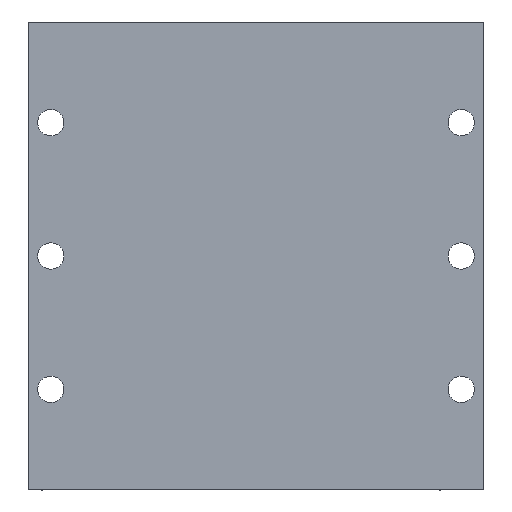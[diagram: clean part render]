
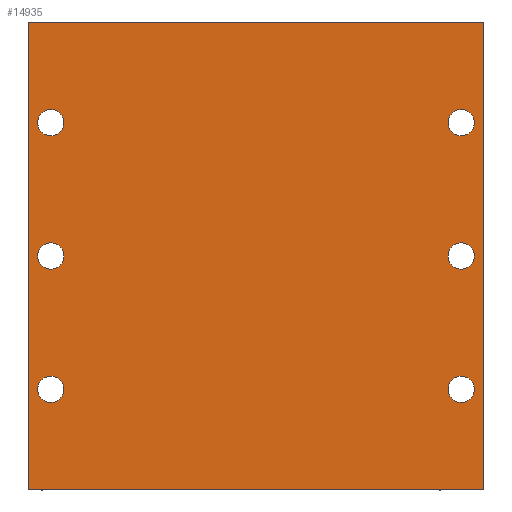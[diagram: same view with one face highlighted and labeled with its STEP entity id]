
A CAD part, front view. The second image highlights one B-rep face of the part: STEP entity #14935.
In plain terms, the highlighted planar face has unit normal (0, -1, 0).
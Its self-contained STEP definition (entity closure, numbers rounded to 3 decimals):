
#159 = DIRECTION ( 'NONE',  ( 0., 0., 1. ) ) ;
#160 = DIRECTION ( 'NONE',  ( 0., 1., 0. ) ) ;
#169 = PLANE ( 'NONE',  #3593 ) ;
#170 = CARTESIAN_POINT ( 'NONE',  ( 62.631, 1.354, 5.791 ) ) ;
#3315 = FACE_BOUND ( 'NONE', #14123, .T. ) ;
#3316 = FACE_BOUND ( 'NONE', #14113, .T. ) ;
#3321 = FACE_BOUND ( 'NONE', #14112, .T. ) ;
#3322 = FACE_BOUND ( 'NONE', #14119, .T. ) ;
#3323 = FACE_OUTER_BOUND ( 'NONE', #14111, .T. ) ;
#3324 = FACE_BOUND ( 'NONE', #14116, .T. ) ;
#3326 = FACE_BOUND ( 'NONE', #14117, .T. ) ;
#3593 = AXIS2_PLACEMENT_3D ( 'NONE', #170, #160, #159 ) ;
#10984 = VERTEX_POINT ( 'NONE', #10986 ) ;
#10986 = CARTESIAN_POINT ( 'NONE',  ( 6.122, 1.354, -43.834 ) ) ;
#10989 = VERTEX_POINT ( 'NONE', #10990 ) ;
#10990 = CARTESIAN_POINT ( 'NONE',  ( 6.122, 1.354, -27.324 ) ) ;
#11001 = VERTEX_POINT ( 'NONE', #11002 ) ;
#11002 = CARTESIAN_POINT ( 'NONE',  ( 56.922, 1.354, -43.834 ) ) ;
#11003 = VERTEX_POINT ( 'NONE', #11004 ) ;
#11004 = CARTESIAN_POINT ( 'NONE',  ( 6.122, 1.354, -10.814 ) ) ;
#11005 = VERTEX_POINT ( 'NONE', #11006 ) ;
#11006 = CARTESIAN_POINT ( 'NONE',  ( 56.922, 1.354, -27.324 ) ) ;
#11007 = VERTEX_POINT ( 'NONE', #11008 ) ;
#11008 = CARTESIAN_POINT ( 'NONE',  ( 56.922, 1.354, -10.814 ) ) ;
#11750 = CARTESIAN_POINT ( 'NONE',  ( 59.713, 1.354, 0. ) ) ;
#11751 = CARTESIAN_POINT ( 'NONE',  ( 3.332, 1.354, 0. ) ) ;
#11764 = CARTESIAN_POINT ( 'NONE',  ( 3.332, 1.354, -57.912 ) ) ;
#11765 = CARTESIAN_POINT ( 'NONE',  ( 59.713, 1.354, -57.912 ) ) ;
#12354 = DIRECTION ( 'NONE',  ( 0., 0., 1. ) ) ;
#12357 = DIRECTION ( 'NONE',  ( 0., -1., 0. ) ) ;
#12369 = DIRECTION ( 'NONE',  ( 0., 0., 1. ) ) ;
#12373 = DIRECTION ( 'NONE',  ( 0., -1., 0. ) ) ;
#12385 = DIRECTION ( 'NONE',  ( 0., 0., 1. ) ) ;
#12387 = DIRECTION ( 'NONE',  ( 0., -1., 0. ) ) ;
#12392 = CARTESIAN_POINT ( 'NONE',  ( 56.922, 1.354, -12.446 ) ) ;
#12394 = CARTESIAN_POINT ( 'NONE',  ( 6.122, 1.354, -12.446 ) ) ;
#12407 = CARTESIAN_POINT ( 'NONE',  ( 56.922, 1.354, -28.956 ) ) ;
#12417 = DIRECTION ( 'NONE',  ( 0., 0., 1. ) ) ;
#12430 = DIRECTION ( 'NONE',  ( 0., -1., 0. ) ) ;
#12451 = CARTESIAN_POINT ( 'NONE',  ( 56.922, 1.354, -45.466 ) ) ;
#12568 = EDGE_CURVE ( 'NONE', #10984, #10984, #18243, .T. ) ;
#12569 = EDGE_CURVE ( 'NONE', #13353, #13354, #18241, .T. ) ;
#12573 = EDGE_CURVE ( 'NONE', #13352, #13353, #18247, .T. ) ;
#12575 = EDGE_CURVE ( 'NONE', #13354, #13351, #18253, .T. ) ;
#12577 = EDGE_CURVE ( 'NONE', #10989, #10989, #18257, .T. ) ;
#12580 = EDGE_CURVE ( 'NONE', #13351, #13352, #18238, .T. ) ;
#12646 = EDGE_CURVE ( 'NONE', #11001, #11001, #18377, .T. ) ;
#12649 = EDGE_CURVE ( 'NONE', #11003, #11003, #18381, .T. ) ;
#12650 = EDGE_CURVE ( 'NONE', #11005, #11005, #18382, .T. ) ;
#12652 = EDGE_CURVE ( 'NONE', #11007, #11007, #18384, .T. ) ;
#12979 = DIRECTION ( 'NONE',  ( 0., -1., 0. ) ) ;
#12980 = CARTESIAN_POINT ( 'NONE',  ( 6.122, 1.354, -28.956 ) ) ;
#12984 = DIRECTION ( 'NONE',  ( 0., 0., -1. ) ) ;
#12985 = CARTESIAN_POINT ( 'NONE',  ( 59.713, 1.354, 5.791 ) ) ;
#12988 = DIRECTION ( 'NONE',  ( 0., 0., 1. ) ) ;
#13225 = CARTESIAN_POINT ( 'NONE',  ( 3.332, 1.354, 5.791 ) ) ;
#13230 = DIRECTION ( 'NONE',  ( 1., 0., 0. ) ) ;
#13231 = CARTESIAN_POINT ( 'NONE',  ( 0., 1.354, 0. ) ) ;
#13232 = DIRECTION ( 'NONE',  ( 0., 0., 1. ) ) ;
#13233 = DIRECTION ( 'NONE',  ( 0., -1., 0. ) ) ;
#13234 = CARTESIAN_POINT ( 'NONE',  ( 6.122, 1.354, -45.466 ) ) ;
#13238 = DIRECTION ( 'NONE',  ( -1., 0., 0. ) ) ;
#13239 = CARTESIAN_POINT ( 'NONE',  ( -25.005, 1.354, -57.912 ) ) ;
#13245 = DIRECTION ( 'NONE',  ( 0., 0., 1. ) ) ;
#13351 = VERTEX_POINT ( 'NONE', #11765 ) ;
#13352 = VERTEX_POINT ( 'NONE', #11764 ) ;
#13353 = VERTEX_POINT ( 'NONE', #11751 ) ;
#13354 = VERTEX_POINT ( 'NONE', #11750 ) ;
#14111 = EDGE_LOOP ( 'NONE', ( #18205, #18206, #18207, #18208 ) ) ;
#14112 = EDGE_LOOP ( 'NONE', ( #18204 ) ) ;
#14113 = EDGE_LOOP ( 'NONE', ( #18203 ) ) ;
#14116 = EDGE_LOOP ( 'NONE', ( #18201 ) ) ;
#14117 = EDGE_LOOP ( 'NONE', ( #18202 ) ) ;
#14119 = EDGE_LOOP ( 'NONE', ( #18200 ) ) ;
#14123 = EDGE_LOOP ( 'NONE', ( #18199 ) ) ;
#14935 = ADVANCED_FACE ( 'NONE', ( #3315, #3322, #3324, #3326, #3316, #3321, #3323 ), #169, .F. ) ;
#16095 = AXIS2_PLACEMENT_3D ( 'NONE', #12980, #12979, #13245 ) ;
#16101 = AXIS2_PLACEMENT_3D ( 'NONE', #13234, #13233, #13232 ) ;
#18199 = ORIENTED_EDGE ( 'NONE', *, *, #12650, .F. ) ;
#18200 = ORIENTED_EDGE ( 'NONE', *, *, #12652, .F. ) ;
#18201 = ORIENTED_EDGE ( 'NONE', *, *, #12646, .F. ) ;
#18202 = ORIENTED_EDGE ( 'NONE', *, *, #12577, .F. ) ;
#18203 = ORIENTED_EDGE ( 'NONE', *, *, #12649, .F. ) ;
#18204 = ORIENTED_EDGE ( 'NONE', *, *, #12568, .F. ) ;
#18205 = ORIENTED_EDGE ( 'NONE', *, *, #12569, .F. ) ;
#18206 = ORIENTED_EDGE ( 'NONE', *, *, #12573, .F. ) ;
#18207 = ORIENTED_EDGE ( 'NONE', *, *, #12580, .F. ) ;
#18208 = ORIENTED_EDGE ( 'NONE', *, *, #12575, .F. ) ;
#18238 = LINE ( 'NONE', #13239, #18261 ) ;
#18241 = LINE ( 'NONE', #13231, #18242 ) ;
#18242 = VECTOR ( 'NONE', #13230, 1000. ) ;
#18243 = CIRCLE ( 'NONE', #16101, 1.632 ) ;
#18247 = LINE ( 'NONE', #13225, #18249 ) ;
#18249 = VECTOR ( 'NONE', #12988, 1000. ) ;
#18253 = LINE ( 'NONE', #12985, #18254 ) ;
#18254 = VECTOR ( 'NONE', #12984, 1000. ) ;
#18257 = CIRCLE ( 'NONE', #16095, 1.632 ) ;
#18261 = VECTOR ( 'NONE', #13238, 1000. ) ;
#18377 = CIRCLE ( 'NONE', #18683, 1.632 ) ;
#18381 = CIRCLE ( 'NONE', #18678, 1.632 ) ;
#18382 = CIRCLE ( 'NONE', #18688, 1.632 ) ;
#18384 = CIRCLE ( 'NONE', #18689, 1.632 ) ;
#18678 = AXIS2_PLACEMENT_3D ( 'NONE', #12394, #12387, #12385 ) ;
#18683 = AXIS2_PLACEMENT_3D ( 'NONE', #12451, #12430, #12417 ) ;
#18688 = AXIS2_PLACEMENT_3D ( 'NONE', #12407, #12373, #12369 ) ;
#18689 = AXIS2_PLACEMENT_3D ( 'NONE', #12392, #12357, #12354 ) ;
